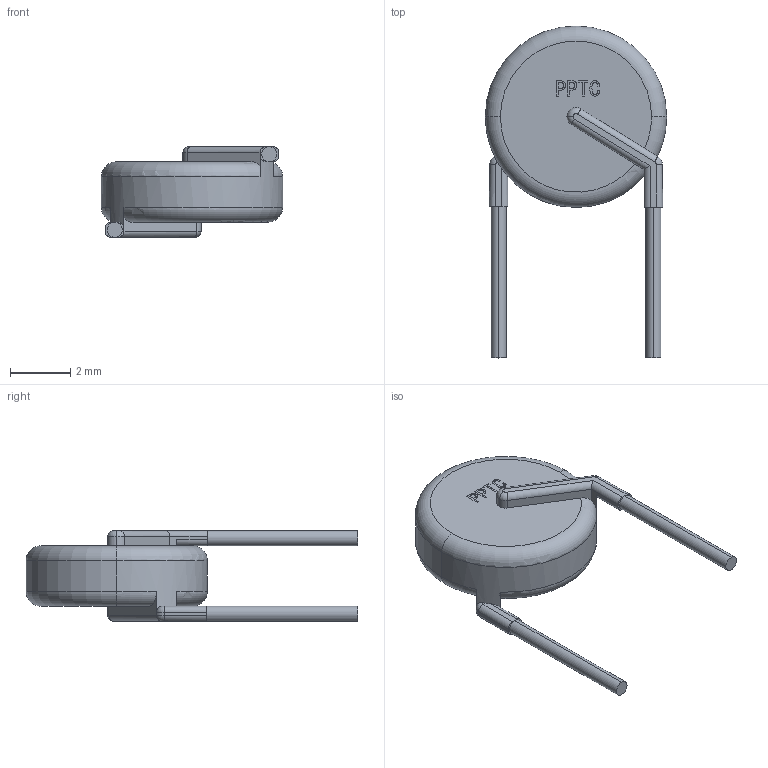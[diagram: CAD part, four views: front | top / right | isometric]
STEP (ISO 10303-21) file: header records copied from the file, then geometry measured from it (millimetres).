
FILE_DESCRIPTION (( 'STEP AP214' ), '1' );
FILE_NAME ('PPTC-P5.1-D6.STEP', '2023-08-31T08:04:34', ( '' ), ( '' ), 'SwSTEP 2.0', 'SolidWorks 2020', '' );
FILE_SCHEMA (( 'AUTOMOTIVE_DESIGN' ));
Length unit declared in the file: millimetre
Products named in the file (1): PPTC-P5.1-D6
Bounding box: 6 x 10.98 x 3 mm (x, y, z)
Volume: 59.2 mm3; surface area: 113.8 mm2
Topology: 1 solids, 1 shells, 106 faces, 268 edges, 170 vertices
Faces by surface type: plane 52, cylinder 24, bspline 16, torus 14
Entity records: 5442 total; most frequent: CARTESIAN_POINT 1801, ORIENTED_EDGE 536, DIRECTION 458, EDGE_CURVE 268, VERTEX_POINT 170, VECTOR 156, LINE 156, AXIS2_PLACEMENT_3D 151
